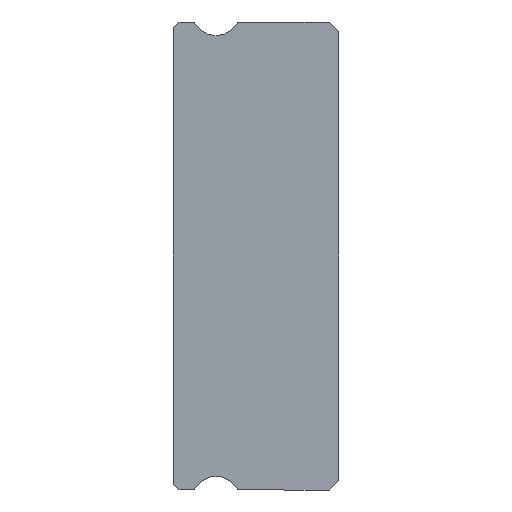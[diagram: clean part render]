
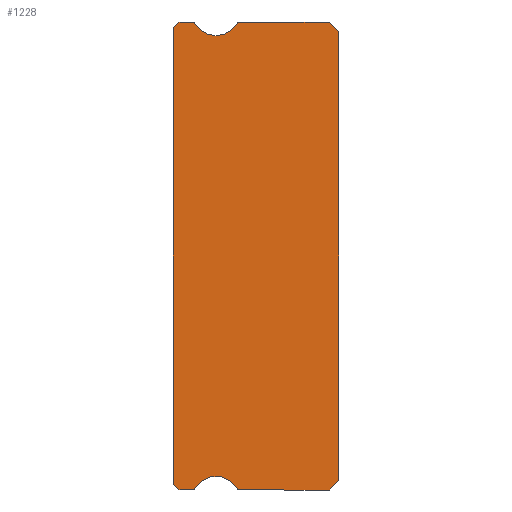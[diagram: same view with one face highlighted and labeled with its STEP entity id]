
A CAD part, left-side view. The second image highlights one B-rep face of the part: STEP entity #1228.
In plain terms, the highlighted planar face has unit normal (-1, 0, 0).
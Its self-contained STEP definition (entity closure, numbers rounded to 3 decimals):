
#10 = CARTESIAN_POINT ( 'NONE',  ( -15., 7.512, 12. ) ) ;
#15 = ORIENTED_EDGE ( 'NONE', *, *, #1268, .F. ) ;
#73 = DIRECTION ( 'NONE',  ( 1., 0., 0. ) ) ;
#103 = CARTESIAN_POINT ( 'NONE',  ( -15., 5.088, -11.85 ) ) ;
#177 = DIRECTION ( 'NONE',  ( 0., 0., 1. ) ) ;
#233 = DIRECTION ( 'NONE',  ( 0., 0., -1. ) ) ;
#263 = VECTOR ( 'NONE', #4969, 1000. ) ;
#293 = ORIENTED_EDGE ( 'NONE', *, *, #5404, .T. ) ;
#307 = DIRECTION ( 'NONE',  ( 0., 0., -1. ) ) ;
#390 = DIRECTION ( 'NONE',  ( 0., 0., -1. ) ) ;
#416 = ORIENTED_EDGE ( 'NONE', *, *, #3379, .F. ) ;
#429 = VERTEX_POINT ( 'NONE', #3223 ) ;
#508 = CARTESIAN_POINT ( 'NONE',  ( -15., 7.512, 12. ) ) ;
#611 = VECTOR ( 'NONE', #2087, 1000. ) ;
#641 = ORIENTED_EDGE ( 'NONE', *, *, #2394, .F. ) ;
#751 = CARTESIAN_POINT ( 'NONE',  ( -15., 5.088, 11.85 ) ) ;
#845 = ORIENTED_EDGE ( 'NONE', *, *, #3241, .F. ) ;
#859 = DIRECTION ( 'NONE',  ( 0., 0., -1. ) ) ;
#911 = VERTEX_POINT ( 'NONE', #1199 ) ;
#952 = EDGE_CURVE ( 'NONE', #911, #5353, #1312, .T. ) ;
#1008 = VECTOR ( 'NONE', #3135, 1000. ) ;
#1039 = VERTEX_POINT ( 'NONE', #5479 ) ;
#1089 = FACE_OUTER_BOUND ( 'NONE', #3498, .T. ) ;
#1093 = AXIS2_PLACEMENT_3D ( 'NONE', #4011, #4937, #390 ) ;
#1106 = DIRECTION ( 'NONE',  ( 0., 0.707, -0.707 ) ) ;
#1151 = EDGE_CURVE ( 'NONE', #2662, #6045, #3679, .T. ) ;
#1171 = LINE ( 'NONE', #4710, #4554 ) ;
#1190 = ORIENTED_EDGE ( 'NONE', *, *, #2631, .T. ) ;
#1192 = DIRECTION ( 'NONE',  ( 1., 0., 0. ) ) ;
#1199 = CARTESIAN_POINT ( 'NONE',  ( -15., 5.217, -11.925 ) ) ;
#1228 = ADVANCED_FACE ( 'NONE', ( #1089 ), #1568, .F. ) ;
#1250 = EDGE_CURVE ( 'NONE', #4420, #5107, #4730, .T. ) ;
#1268 = EDGE_CURVE ( 'NONE', #5353, #5107, #2041, .T. ) ;
#1312 = CIRCLE ( 'NONE', #3212, 1.25 ) ;
#1318 = AXIS2_PLACEMENT_3D ( 'NONE', #3607, #73, #2086 ) ;
#1334 = CARTESIAN_POINT ( 'NONE',  ( -15., 6.3, -12.55 ) ) ;
#1351 = AXIS2_PLACEMENT_3D ( 'NONE', #751, #2751, #233 ) ;
#1429 = ORIENTED_EDGE ( 'NONE', *, *, #2237, .F. ) ;
#1450 = ORIENTED_EDGE ( 'NONE', *, *, #5648, .F. ) ;
#1522 = CARTESIAN_POINT ( 'NONE',  ( -15., 8.5, 11.85 ) ) ;
#1523 = VERTEX_POINT ( 'NONE', #3003 ) ;
#1539 = VECTOR ( 'NONE', #6103, 1000. ) ;
#1554 = CARTESIAN_POINT ( 'NONE',  ( -15., 8.2, 12. ) ) ;
#1568 = PLANE ( 'NONE',  #1318 ) ;
#1599 = CARTESIAN_POINT ( 'NONE',  ( -15., 0., -11.5 ) ) ;
#1658 = DIRECTION ( 'NONE',  ( 0., 0.707, -0.707 ) ) ;
#1770 = DIRECTION ( 'NONE',  ( -1., 0., 0. ) ) ;
#1882 = VERTEX_POINT ( 'NONE', #2869 ) ;
#1974 = VERTEX_POINT ( 'NONE', #508 ) ;
#1993 = LINE ( 'NONE', #4533, #1539 ) ;
#2001 = DIRECTION ( 'NONE',  ( -1., 0., 0. ) ) ;
#2009 = VERTEX_POINT ( 'NONE', #6531 ) ;
#2041 = CIRCLE ( 'NONE', #4137, 0.15 ) ;
#2045 = EDGE_CURVE ( 'NONE', #1039, #3788, #6025, .T. ) ;
#2086 = DIRECTION ( 'NONE',  ( 0., 0., -1. ) ) ;
#2087 = DIRECTION ( 'NONE',  ( 0., 1., 0. ) ) ;
#2237 = EDGE_CURVE ( 'NONE', #3720, #2009, #5110, .T. ) ;
#2268 = VECTOR ( 'NONE', #1658, 1000. ) ;
#2292 = LINE ( 'NONE', #4307, #3015 ) ;
#2394 = EDGE_CURVE ( 'NONE', #429, #3225, #5612, .T. ) ;
#2427 = LINE ( 'NONE', #5037, #263 ) ;
#2631 = EDGE_CURVE ( 'NONE', #429, #1523, #3311, .T. ) ;
#2662 = VERTEX_POINT ( 'NONE', #4771 ) ;
#2751 = DIRECTION ( 'NONE',  ( 1., 0., 0. ) ) ;
#2795 = ORIENTED_EDGE ( 'NONE', *, *, #4092, .T. ) ;
#2869 = CARTESIAN_POINT ( 'NONE',  ( -15., 5.088, -12. ) ) ;
#2896 = VECTOR ( 'NONE', #177, 1000. ) ;
#2966 = EDGE_CURVE ( 'NONE', #1882, #911, #6307, .T. ) ;
#3003 = CARTESIAN_POINT ( 'NONE',  ( -15., 0., 11.5 ) ) ;
#3015 = VECTOR ( 'NONE', #6311, 1000. ) ;
#3135 = DIRECTION ( 'NONE',  ( 0., -1., 0. ) ) ;
#3212 = AXIS2_PLACEMENT_3D ( 'NONE', #1334, #1770, #3749 ) ;
#3223 = CARTESIAN_POINT ( 'NONE',  ( -15., 0., -11.5 ) ) ;
#3225 = VERTEX_POINT ( 'NONE', #3517 ) ;
#3241 = EDGE_CURVE ( 'NONE', #2009, #3661, #6295, .T. ) ;
#3292 = DIRECTION ( 'NONE',  ( 1., 0., 0. ) ) ;
#3311 = LINE ( 'NONE', #5812, #2896 ) ;
#3312 = EDGE_CURVE ( 'NONE', #1974, #5034, #4133, .T. ) ;
#3379 = EDGE_CURVE ( 'NONE', #3661, #2662, #4197, .T. ) ;
#3382 = CARTESIAN_POINT ( 'NONE',  ( -15., 7.512, 11.85 ) ) ;
#3498 = EDGE_LOOP ( 'NONE', ( #4744, #2795, #5464, #15, #3990, #6112, #4638, #641, #1190, #1450, #6251, #416, #845, #1429, #3611, #6247, #293 ) ) ;
#3517 = CARTESIAN_POINT ( 'NONE',  ( -15., 0.5, -12. ) ) ;
#3531 = DIRECTION ( 'NONE',  ( 0., 0., 1. ) ) ;
#3580 = CARTESIAN_POINT ( 'NONE',  ( -15., 6.3, 12.55 ) ) ;
#3607 = CARTESIAN_POINT ( 'NONE',  ( -15., 7.512, 11.85 ) ) ;
#3611 = ORIENTED_EDGE ( 'NONE', *, *, #4495, .F. ) ;
#3661 = VERTEX_POINT ( 'NONE', #6050 ) ;
#3679 = LINE ( 'NONE', #10, #1008 ) ;
#3720 = VERTEX_POINT ( 'NONE', #6084 ) ;
#3749 = DIRECTION ( 'NONE',  ( 0., 0., -1. ) ) ;
#3788 = VERTEX_POINT ( 'NONE', #4668 ) ;
#3966 = AXIS2_PLACEMENT_3D ( 'NONE', #3382, #5410, #859 ) ;
#3990 = ORIENTED_EDGE ( 'NONE', *, *, #952, .F. ) ;
#4011 = CARTESIAN_POINT ( 'NONE',  ( -15., 6.3, 12.55 ) ) ;
#4092 = EDGE_CURVE ( 'NONE', #1039, #4420, #1993, .T. ) ;
#4133 = LINE ( 'NONE', #6110, #611 ) ;
#4137 = AXIS2_PLACEMENT_3D ( 'NONE', #4329, #1192, #307 ) ;
#4197 = CIRCLE ( 'NONE', #1351, 0.15 ) ;
#4198 = DIRECTION ( 'NONE',  ( 0., -1., 0. ) ) ;
#4307 = CARTESIAN_POINT ( 'NONE',  ( -15., 7.512, -12. ) ) ;
#4329 = CARTESIAN_POINT ( 'NONE',  ( -15., 7.512, -11.85 ) ) ;
#4419 = CARTESIAN_POINT ( 'NONE',  ( -15., 8.2, -12. ) ) ;
#4420 = VERTEX_POINT ( 'NONE', #4419 ) ;
#4495 = EDGE_CURVE ( 'NONE', #1974, #3720, #5555, .T. ) ;
#4533 = CARTESIAN_POINT ( 'NONE',  ( -15., 8.2, -12. ) ) ;
#4554 = VECTOR ( 'NONE', #1106, 1000. ) ;
#4638 = ORIENTED_EDGE ( 'NONE', *, *, #4656, .F. ) ;
#4656 = EDGE_CURVE ( 'NONE', #3225, #1882, #2292, .T. ) ;
#4668 = CARTESIAN_POINT ( 'NONE',  ( -15., 8.5, 11.7 ) ) ;
#4710 = CARTESIAN_POINT ( 'NONE',  ( -15., 8.5, 11.7 ) ) ;
#4730 = LINE ( 'NONE', #5228, #5920 ) ;
#4744 = ORIENTED_EDGE ( 'NONE', *, *, #2045, .F. ) ;
#4771 = CARTESIAN_POINT ( 'NONE',  ( -15., 5.088, 12. ) ) ;
#4937 = DIRECTION ( 'NONE',  ( -1., 0., 0. ) ) ;
#4969 = DIRECTION ( 'NONE',  ( 0., -0.707, -0.707 ) ) ;
#5034 = VERTEX_POINT ( 'NONE', #1554 ) ;
#5037 = CARTESIAN_POINT ( 'NONE',  ( -15., 0.5, 12. ) ) ;
#5107 = VERTEX_POINT ( 'NONE', #5703 ) ;
#5110 = CIRCLE ( 'NONE', #1093, 1.25 ) ;
#5228 = CARTESIAN_POINT ( 'NONE',  ( -15., 7.512, -12. ) ) ;
#5250 = AXIS2_PLACEMENT_3D ( 'NONE', #103, #3292, #6364 ) ;
#5353 = VERTEX_POINT ( 'NONE', #6402 ) ;
#5404 = EDGE_CURVE ( 'NONE', #5034, #3788, #1171, .T. ) ;
#5410 = DIRECTION ( 'NONE',  ( 1., 0., 0. ) ) ;
#5464 = ORIENTED_EDGE ( 'NONE', *, *, #1250, .T. ) ;
#5479 = CARTESIAN_POINT ( 'NONE',  ( -15., 8.5, -11.7 ) ) ;
#5485 = AXIS2_PLACEMENT_3D ( 'NONE', #3580, #2001, #5534 ) ;
#5534 = DIRECTION ( 'NONE',  ( 0., 0., -1. ) ) ;
#5537 = VECTOR ( 'NONE', #3531, 1000. ) ;
#5555 = CIRCLE ( 'NONE', #3966, 0.15 ) ;
#5612 = LINE ( 'NONE', #1599, #2268 ) ;
#5648 = EDGE_CURVE ( 'NONE', #6045, #1523, #2427, .T. ) ;
#5703 = CARTESIAN_POINT ( 'NONE',  ( -15., 7.512, -12. ) ) ;
#5812 = CARTESIAN_POINT ( 'NONE',  ( -15., 0., 11.5 ) ) ;
#5920 = VECTOR ( 'NONE', #4198, 1000. ) ;
#6025 = LINE ( 'NONE', #1522, #5537 ) ;
#6045 = VERTEX_POINT ( 'NONE', #6448 ) ;
#6050 = CARTESIAN_POINT ( 'NONE',  ( -15., 5.217, 11.925 ) ) ;
#6084 = CARTESIAN_POINT ( 'NONE',  ( -15., 7.383, 11.925 ) ) ;
#6103 = DIRECTION ( 'NONE',  ( 0., -0.707, -0.707 ) ) ;
#6110 = CARTESIAN_POINT ( 'NONE',  ( -15., 8.2, 12. ) ) ;
#6112 = ORIENTED_EDGE ( 'NONE', *, *, #2966, .F. ) ;
#6247 = ORIENTED_EDGE ( 'NONE', *, *, #3312, .T. ) ;
#6251 = ORIENTED_EDGE ( 'NONE', *, *, #1151, .F. ) ;
#6295 = CIRCLE ( 'NONE', #5485, 1.25 ) ;
#6307 = CIRCLE ( 'NONE', #5250, 0.15 ) ;
#6311 = DIRECTION ( 'NONE',  ( 0., 1., 0. ) ) ;
#6364 = DIRECTION ( 'NONE',  ( 0., 0., -1. ) ) ;
#6402 = CARTESIAN_POINT ( 'NONE',  ( -15., 7.383, -11.925 ) ) ;
#6448 = CARTESIAN_POINT ( 'NONE',  ( -15., 0.5, 12. ) ) ;
#6531 = CARTESIAN_POINT ( 'NONE',  ( -15., 6.3, 11.3 ) ) ;
